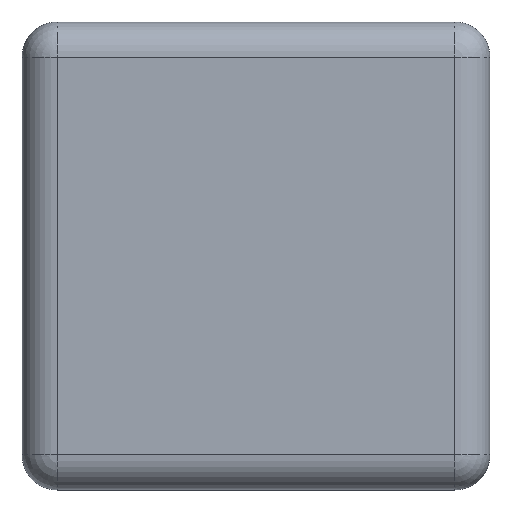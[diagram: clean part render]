
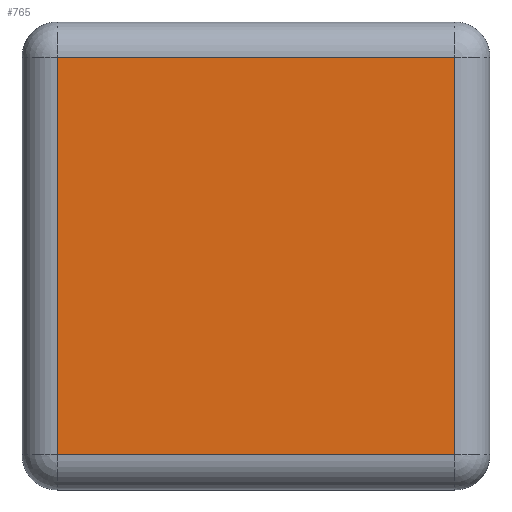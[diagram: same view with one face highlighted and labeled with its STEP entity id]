
A CAD part, top view. The second image highlights one B-rep face of the part: STEP entity #765.
In plain terms, the highlighted planar face has unit normal (0, 0, 1).
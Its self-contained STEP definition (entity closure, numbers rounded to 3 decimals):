
#470=ORIENTED_EDGE('',*,*,#578,.T.);
#471=ORIENTED_EDGE('',*,*,#567,.T.);
#472=ORIENTED_EDGE('',*,*,#579,.T.);
#473=ORIENTED_EDGE('',*,*,#576,.T.);
#498=VECTOR('',#664,1.);
#502=VECTOR('',#690,1.);
#503=VECTOR('',#695,1.);
#504=VECTOR('',#696,1.);
#518=LINE('',#818,#498);
#522=LINE('',#837,#502);
#523=LINE('',#840,#503);
#524=LINE('',#841,#504);
#539=VERTEX_POINT('',#812);
#540=VERTEX_POINT('',#816);
#543=VERTEX_POINT('',#832);
#544=VERTEX_POINT('',#836);
#567=EDGE_CURVE('',#539,#540,#518,.T.);
#576=EDGE_CURVE('',#543,#544,#522,.T.);
#578=EDGE_CURVE('',#544,#539,#523,.T.);
#579=EDGE_CURVE('',#540,#543,#524,.T.);
#595=EDGE_LOOP('',(#470,#471,#472,#473));
#613=FACE_BOUND('',#595,.T.);
#664=DIRECTION('',(0.,-34.,0.));
#690=DIRECTION('',(0.,34.,0.));
#693=DIRECTION('',(0.,0.,1.));
#694=DIRECTION('',(0.,-1.,0.));
#695=DIRECTION('',(-34.,0.,0.));
#696=DIRECTION('',(34.,0.,0.));
#738=AXIS2_PLACEMENT_3D('',#839,#693,#694);
#750=PLANE('',#738);
#765=ADVANCED_FACE('',(#613),#750,.T.);
#812=CARTESIAN_POINT('',(31.045,39.629,4.));
#816=CARTESIAN_POINT('',(31.045,5.629,4.));
#818=CARTESIAN_POINT('',(31.045,39.629,4.));
#832=CARTESIAN_POINT('',(65.045,5.629,4.));
#836=CARTESIAN_POINT('',(65.045,39.629,4.));
#837=CARTESIAN_POINT('',(65.045,5.629,4.));
#839=CARTESIAN_POINT('',(26.445,1.029,4.));
#840=CARTESIAN_POINT('',(65.045,39.629,4.));
#841=CARTESIAN_POINT('',(31.045,5.629,4.));
